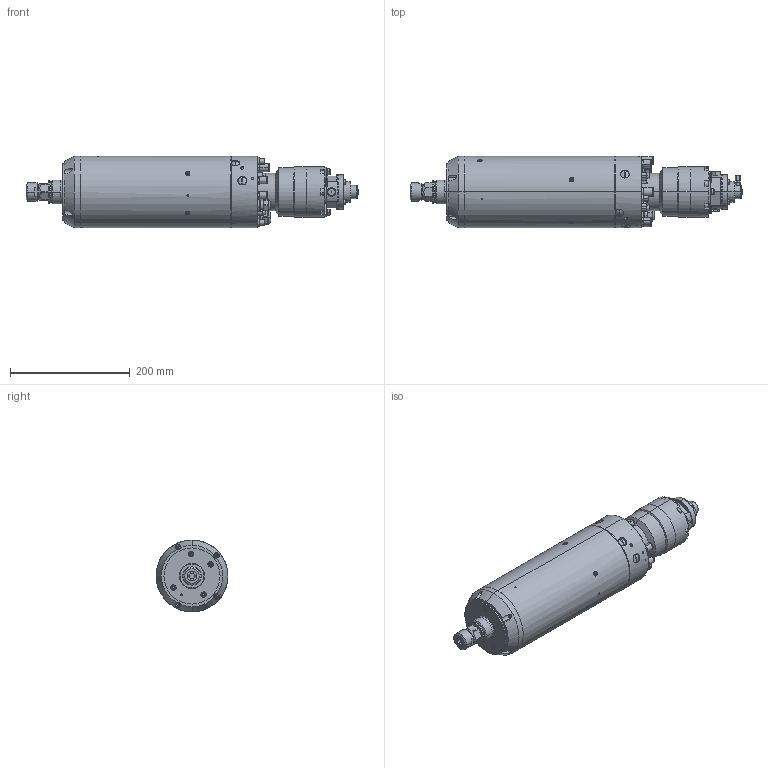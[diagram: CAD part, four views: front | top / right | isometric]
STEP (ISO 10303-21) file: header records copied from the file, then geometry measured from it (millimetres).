
FILE_DESCRIPTION (( 'STEP AP203' ), '1' );
FILE_NAME ('120AI36HKW-06-.STEP', '2010-05-05T06:59:55', ( 'IBAGCAD_7' ), ( 'IBAG Switzerland AG' ), 'SwSTEP 2.0', 'SolidWorks 2009', '' );
FILE_SCHEMA (( 'CONFIG_CONTROL_DESIGN' ));
Length unit declared in the file: millimetre
Products named in the file (1): 120AI36HKW-06-
Bounding box: 555.19 x 120 x 120 mm (x, y, z)
Surface area: 253708 mm2 (no closed solid volume)
Topology: 0 solids, 116 shells, 1090 faces, 3453 edges, 2437 vertices
Faces by surface type: plane 471, cylinder 401, cone 126, torus 82, sphere 6, bspline 4
Entity records: 40929 total; most frequent: CARTESIAN_POINT 9676, DIRECTION 7075, ORIENTED_EDGE 5411, EDGE_CURVE 3421, AXIS2_PLACEMENT_3D 2731, VERTEX_POINT 2437, CIRCLE 1644, LINE 1613
